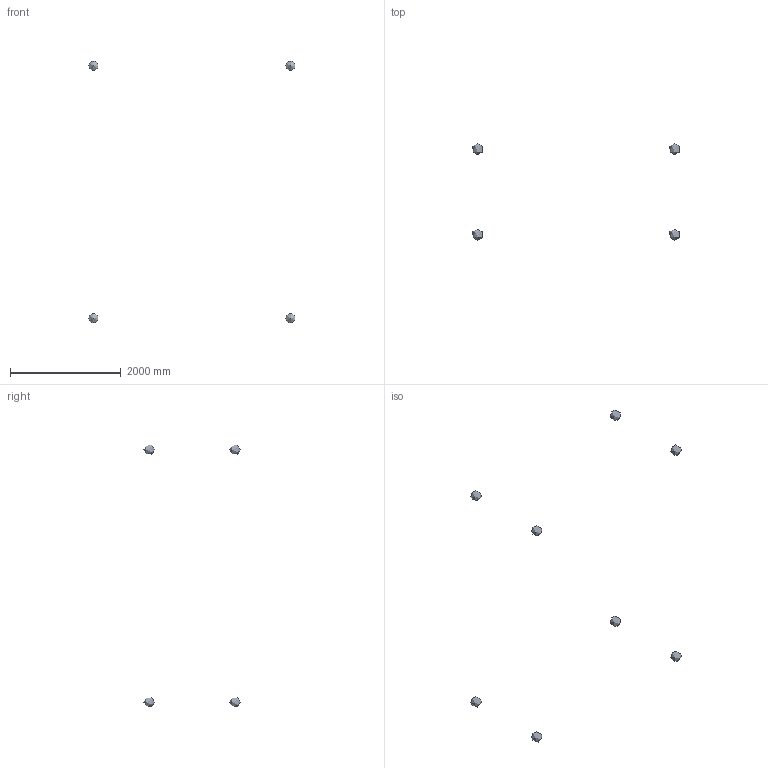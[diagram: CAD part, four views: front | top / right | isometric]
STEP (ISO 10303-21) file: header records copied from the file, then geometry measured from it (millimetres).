
FILE_DESCRIPTION (( 'STEP AP214' ), '1' );
FILE_NAME ('Infineon PG-DSO-8.STEP', '2017-01-06T051928', ( '' ), ( '' ), 'SwSTEP 2.0', 'SolidWorks 2016', '' );
FILE_SCHEMA (( 'AUTOMOTIVE_DESIGN' ));
Length unit declared in the file: millimetre
Products named in the file (1): Infineon PG-DSO-8
Bounding box: 3736.83 x 1750 x 4736.83 mm (x, y, z)
Volume: 33510321.6 mm3
Topology: 8 solids, 141 shells, 141 faces, 24 edges, 16 vertices
Faces by surface type: plane 83, cylinder 50, sphere 8
Full cylindrical faces by diameter (mm): 40 x16, 200 x16, 480 x16, 500 x2
Entity records: 5603 total; most frequent: CARTESIAN_POINT 780, ORIENTED_EDGE 764, DIRECTION 754, EDGE_CURVE 382, LINE 286, VECTOR 286, VERTEX_POINT 244, AXIS2_PLACEMENT_3D 234
